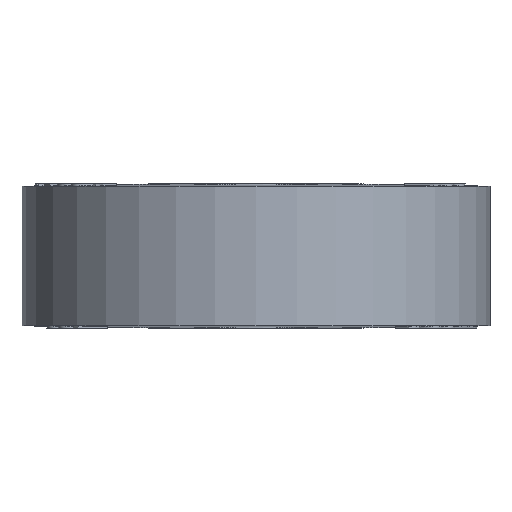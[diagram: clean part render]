
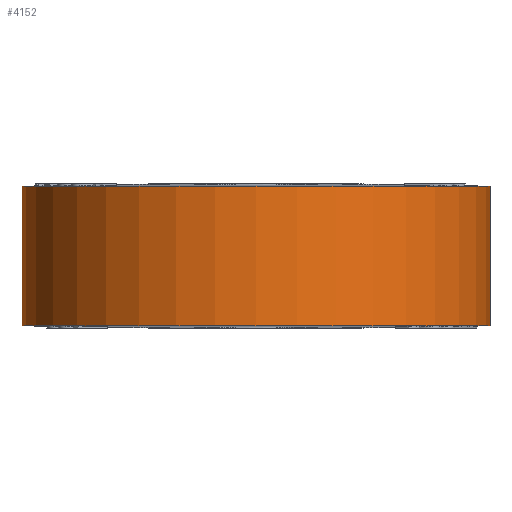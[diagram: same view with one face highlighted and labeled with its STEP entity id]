
A CAD part, front view. The second image highlights one B-rep face of the part: STEP entity #4152.
In plain terms, the highlighted cylindrical face has radius 20.637 mm (diameter 41.275 mm), a partial arc.
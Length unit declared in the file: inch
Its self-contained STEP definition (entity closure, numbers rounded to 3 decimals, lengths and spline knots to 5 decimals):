
#1183 = VECTOR ( 'NONE', #12163, 39.37008 ) ;
#2511 = EDGE_CURVE ( 'NONE', #9892, #11763, #16990, .T. ) ;
#2825 = DIRECTION ( 'NONE',  ( -1., 0., 0. ) ) ;
#3161 = EDGE_CURVE ( 'NONE', #9892, #19067, #10758, .T. ) ;
#3366 = CARTESIAN_POINT ( 'NONE',  ( 0., 0., 0.25 ) ) ;
#3599 = DIRECTION ( 'NONE',  ( 1., 0., 0. ) ) ;
#3823 = EDGE_CURVE ( 'NONE', #7243, #11763, #15069, .T. ) ;
#3917 = DIRECTION ( 'NONE',  ( 0., 0., -1. ) ) ;
#4152 = ADVANCED_FACE ( 'NONE', ( #15205 ), #10761, .T. ) ;
#4283 = CARTESIAN_POINT ( 'NONE',  ( 0., 0., -0.24235 ) ) ;
#5919 = DIRECTION ( 'NONE',  ( -1., 0., 0. ) ) ;
#6727 = AXIS2_PLACEMENT_3D ( 'NONE', #4283, #3917, #2825 ) ;
#6818 = EDGE_CURVE ( 'NONE', #19067, #7243, #12068, .T. ) ;
#6849 = ORIENTED_EDGE ( 'NONE', *, *, #6818, .F. ) ;
#7243 = VERTEX_POINT ( 'NONE', #9804 ) ;
#7394 = DIRECTION ( 'NONE',  ( 0., 0., -1. ) ) ;
#9263 = ORIENTED_EDGE ( 'NONE', *, *, #3823, .F. ) ;
#9804 = CARTESIAN_POINT ( 'NONE',  ( 0.8125, 0., -0.24235 ) ) ;
#9892 = VERTEX_POINT ( 'NONE', #11692 ) ;
#10428 = AXIS2_PLACEMENT_3D ( 'NONE', #12438, #16883, #3599 ) ;
#10521 = CARTESIAN_POINT ( 'NONE',  ( 0.8125, 0., 0.25 ) ) ;
#10758 = CIRCLE ( 'NONE', #10428, 0.8125 ) ;
#10761 = CYLINDRICAL_SURFACE ( 'NONE', #18481, 0.8125 ) ;
#11023 = CARTESIAN_POINT ( 'NONE',  ( 0.8125, 0., 0.24235 ) ) ;
#11692 = CARTESIAN_POINT ( 'NONE',  ( -0.8125, 0., 0.24235 ) ) ;
#11763 = VERTEX_POINT ( 'NONE', #13712 ) ;
#12068 = LINE ( 'NONE', #10521, #1183 ) ;
#12163 = DIRECTION ( 'NONE',  ( 0., 0., -1. ) ) ;
#12256 = CARTESIAN_POINT ( 'NONE',  ( -0.8125, 0., 0.25 ) ) ;
#12375 = EDGE_LOOP ( 'NONE', ( #6849, #15008, #16035, #9263 ) ) ;
#12438 = CARTESIAN_POINT ( 'NONE',  ( 0., 0., 0.24235 ) ) ;
#13712 = CARTESIAN_POINT ( 'NONE',  ( -0.8125, 0., -0.24235 ) ) ;
#15008 = ORIENTED_EDGE ( 'NONE', *, *, #3161, .F. ) ;
#15069 = CIRCLE ( 'NONE', #6727, 0.8125 ) ;
#15205 = FACE_OUTER_BOUND ( 'NONE', #12375, .T. ) ;
#15272 = VECTOR ( 'NONE', #18538, 39.37008 ) ;
#16035 = ORIENTED_EDGE ( 'NONE', *, *, #2511, .T. ) ;
#16883 = DIRECTION ( 'NONE',  ( 0., 0., 1. ) ) ;
#16990 = LINE ( 'NONE', #12256, #15272 ) ;
#18481 = AXIS2_PLACEMENT_3D ( 'NONE', #3366, #7394, #5919 ) ;
#18538 = DIRECTION ( 'NONE',  ( 0., 0., -1. ) ) ;
#19067 = VERTEX_POINT ( 'NONE', #11023 ) ;
